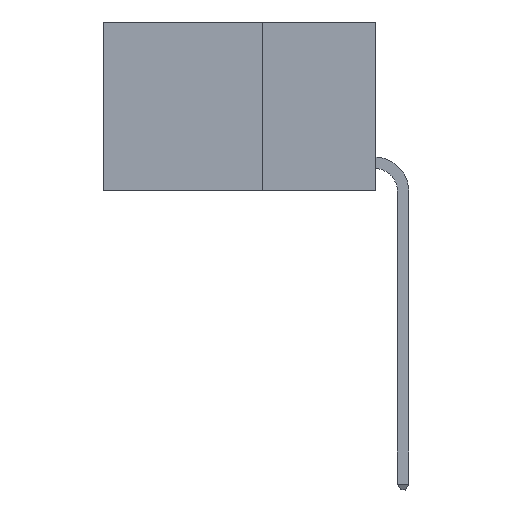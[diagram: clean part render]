
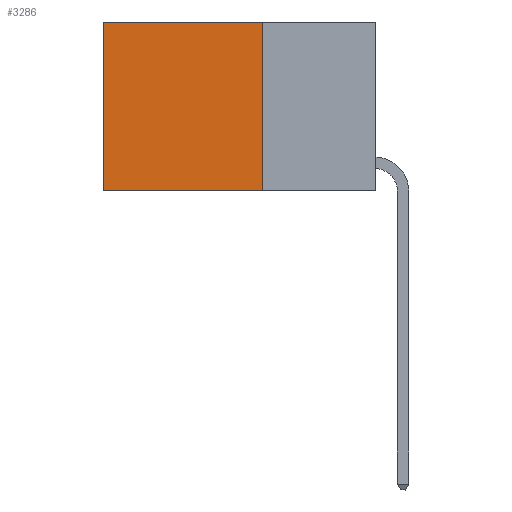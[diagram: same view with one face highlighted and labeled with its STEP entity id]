
A CAD part, left-side view. The second image highlights one B-rep face of the part: STEP entity #3286.
In plain terms, the highlighted planar face has unit normal (-1, 0, 0).
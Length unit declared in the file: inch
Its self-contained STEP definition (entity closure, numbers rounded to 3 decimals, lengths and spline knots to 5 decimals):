
#88 = CARTESIAN_POINT ( 'NONE',  ( 0.2625, 0.25, 0. ) ) ;
#123 = VECTOR ( 'NONE', #3231, 39.37008 ) ;
#512 = DIRECTION ( 'NONE',  ( 0., 1., 0. ) ) ;
#613 = LINE ( 'NONE', #88, #6667 ) ;
#1572 = CARTESIAN_POINT ( 'NONE',  ( 0.2625, 0.25, -0.37 ) ) ;
#1628 = VECTOR ( 'NONE', #5119, 39.37008 ) ;
#1672 = LINE ( 'NONE', #8261, #1628 ) ;
#1920 = CARTESIAN_POINT ( 'NONE',  ( 0.2625, 0.25, 0. ) ) ;
#2061 = EDGE_CURVE ( 'NONE', #8189, #4946, #1672, .T. ) ;
#2223 = CARTESIAN_POINT ( 'NONE',  ( 0.2625, 0.6, -0.37 ) ) ;
#2589 = ORIENTED_EDGE ( 'NONE', *, *, #2061, .T. ) ;
#2660 = LINE ( 'NONE', #5138, #123 ) ;
#2886 = EDGE_CURVE ( 'NONE', #5674, #4946, #3250, .T. ) ;
#3220 = DIRECTION ( 'NONE',  ( 0., 1., 0. ) ) ;
#3231 = DIRECTION ( 'NONE',  ( 0., 0., -1. ) ) ;
#3250 = LINE ( 'NONE', #1572, #8496 ) ;
#3286 = ADVANCED_FACE ( 'NONE', ( #8483 ), #5415, .F. ) ;
#3343 = ORIENTED_EDGE ( 'NONE', *, *, #5368, .F. ) ;
#3561 = ORIENTED_EDGE ( 'NONE', *, *, #4928, .T. ) ;
#4413 = DIRECTION ( 'NONE',  ( 1., 0., 0. ) ) ;
#4928 = EDGE_CURVE ( 'NONE', #5877, #8189, #613, .T. ) ;
#4946 = VERTEX_POINT ( 'NONE', #2223 ) ;
#5119 = DIRECTION ( 'NONE',  ( 0., 0., -1. ) ) ;
#5138 = CARTESIAN_POINT ( 'NONE',  ( 0.2625, 0.25, 0. ) ) ;
#5368 = EDGE_CURVE ( 'NONE', #5877, #5674, #2660, .T. ) ;
#5415 = PLANE ( 'NONE',  #6713 ) ;
#5609 = EDGE_LOOP ( 'NONE', ( #2589, #7594, #3343, #3561 ) ) ;
#5674 = VERTEX_POINT ( 'NONE', #6057 ) ;
#5877 = VERTEX_POINT ( 'NONE', #5895 ) ;
#5895 = CARTESIAN_POINT ( 'NONE',  ( 0.2625, 0.25, 0. ) ) ;
#6057 = CARTESIAN_POINT ( 'NONE',  ( 0.2625, 0.25, -0.37 ) ) ;
#6667 = VECTOR ( 'NONE', #3220, 39.37008 ) ;
#6713 = AXIS2_PLACEMENT_3D ( 'NONE', #1920, #4413, #7268 ) ;
#7268 = DIRECTION ( 'NONE',  ( 0., 0., -1. ) ) ;
#7594 = ORIENTED_EDGE ( 'NONE', *, *, #2886, .F. ) ;
#8189 = VERTEX_POINT ( 'NONE', #9139 ) ;
#8261 = CARTESIAN_POINT ( 'NONE',  ( 0.2625, 0.6, 0. ) ) ;
#8483 = FACE_OUTER_BOUND ( 'NONE', #5609, .T. ) ;
#8496 = VECTOR ( 'NONE', #512, 39.37008 ) ;
#9139 = CARTESIAN_POINT ( 'NONE',  ( 0.2625, 0.6, 0. ) ) ;
